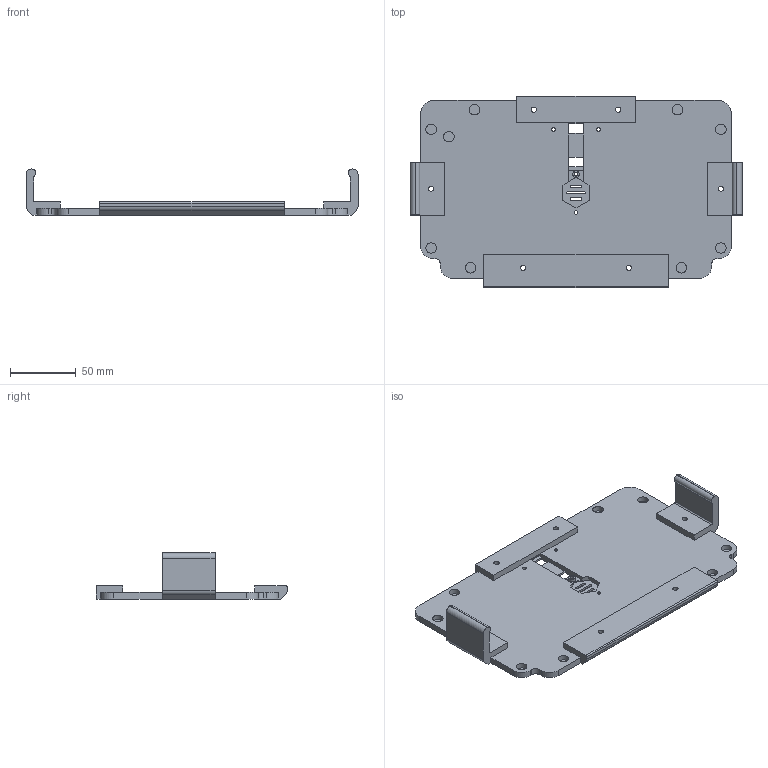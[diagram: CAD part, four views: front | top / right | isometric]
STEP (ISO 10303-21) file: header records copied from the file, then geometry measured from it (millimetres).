
FILE_DESCRIPTION(('FreeCAD Model'),'2;1');
FILE_NAME('LowerCover.step','2016-10-24T16:10:42',('Author'),(''), 'Open CASCADE STEP processor 6.8','FreeCAD','Unknown');
FILE_SCHEMA(('AUTOMOTIVE_DESIGN_CC2 { 1 2 10303 214 -1 1 5 4 }'));
Length unit declared in the file: millimetre
Products named in the file (2): ASSEMBLY; LowerCover
Assembly tree (1 placements, depth 2):
  ASSEMBLY
    LowerCover
Bounding box: 252 x 145 x 35 mm (x, y, z)
Volume: 203871.4 mm3; surface area: 81842.9 mm2
Topology: 1 solids, 1 shells, 168 faces, 453 edges, 298 vertices
Faces by surface type: plane 109, cylinder 54, cone 4, sphere 1
Full cylindrical faces by diameter (mm): 2.8 x4, 4 x6, 5 x1, 8 x15
Entity records: 11800 total; most frequent: CARTESIAN_POINT 2836, DIRECTION 1618, LINE 964, VECTOR 964, ORIENTED_EDGE 906, PCURVE 906, DEFINITIONAL_REPRESENTATION 906, EDGE_CURVE 453
